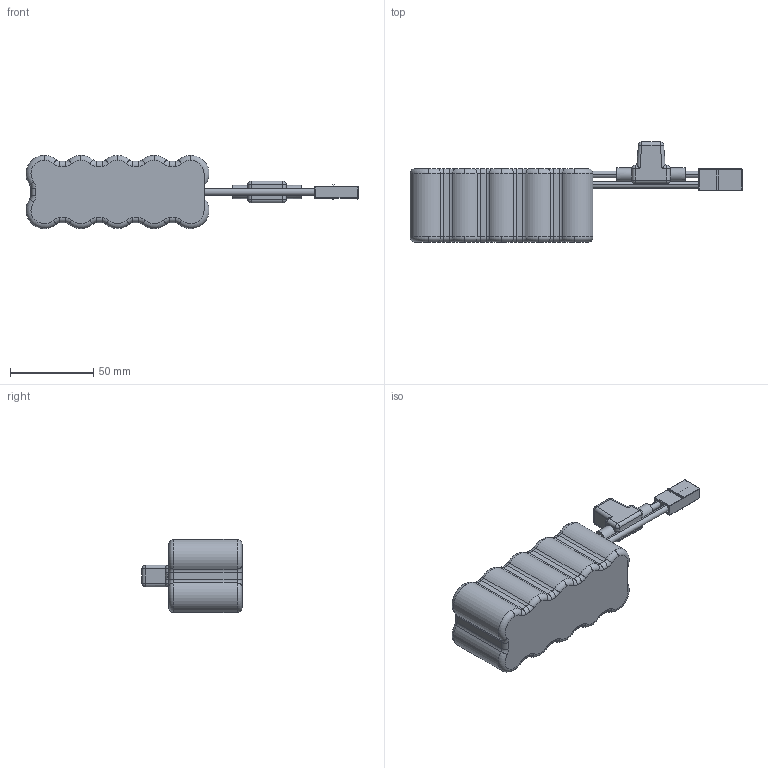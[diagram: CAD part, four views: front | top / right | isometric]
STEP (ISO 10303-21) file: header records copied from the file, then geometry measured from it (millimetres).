
FILE_DESCRIPTION (( 'STEP AP214' ), '1' );
FILE_NAME ('39057 TETRIX 12V 3000mAH Battery Pack Assembly.STEP', '2017-01-16T14:14:34', ( '' ), ( '' ), 'SwSTEP 2.0', 'SolidWorks 2016', '' );
FILE_SCHEMA (( 'AUTOMOTIVE_DESIGN' ));
Length unit declared in the file: millimetre
Products named in the file (2): 39057 TETRIX 12V 3000mAH Battery Pack Assembly
Bounding box: 199.51 x 60.14 x 44 mm (x, y, z)
Volume: 200799.2 mm3; surface area: 27970.7 mm2
Topology: 3 solids, 3 shells, 259 faces, 619 edges, 350 vertices
Faces by surface type: cylinder 107, torus 66, plane 61, sphere 20, bspline 5
Entity records: 10559 total; most frequent: CARTESIAN_POINT 1570, DIRECTION 1434, ORIENTED_EDGE 1198, EDGE_CURVE 599, AXIS2_PLACEMENT_3D 592, VERTEX_POINT 350, CIRCLE 336, EDGE_LOOP 267
